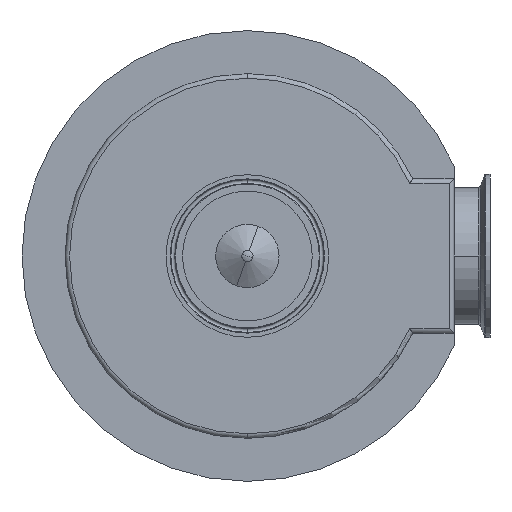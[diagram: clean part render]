
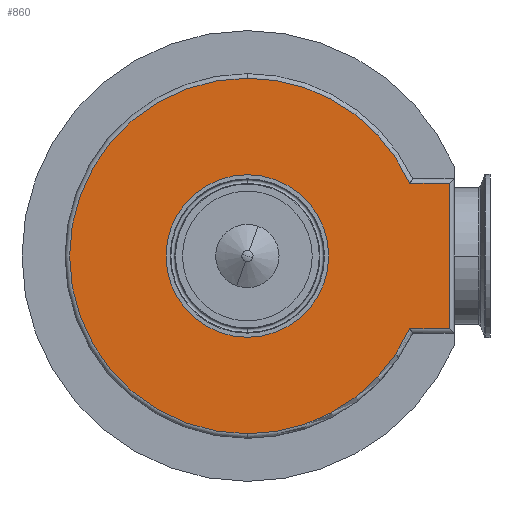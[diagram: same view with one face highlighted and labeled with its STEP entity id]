
A CAD part, front view. The second image highlights one B-rep face of the part: STEP entity #860.
In plain terms, the highlighted planar face has unit normal (0, -1, 0).
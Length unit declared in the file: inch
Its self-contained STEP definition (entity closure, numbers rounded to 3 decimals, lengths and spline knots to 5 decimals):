
#376 = ORIENTED_EDGE ( 'NONE', *, *, #1787, .T. ) ;
#686 = VERTEX_POINT ( 'NONE', #9623 ) ;
#860 = ADVANCED_FACE ( 'Defeatured_0_29', ( #7444, #1570 ), #5662, .F. ) ;
#1056 = DIRECTION ( 'NONE',  ( 0., 1., 0. ) ) ;
#1154 = CARTESIAN_POINT ( 'NONE',  ( 0., -1.71455, -3.9132 ) ) ;
#1562 = CARTESIAN_POINT ( 'NONE',  ( 3.6372, -1.71455, 1.59605 ) ) ;
#1570 = FACE_OUTER_BOUND ( 'NONE', #6186, .T. ) ;
#1590 = LINE ( 'NONE', #8940, #4377 ) ;
#1651 = CARTESIAN_POINT ( 'NONE',  ( 0., -1.71455, 0. ) ) ;
#1787 = EDGE_CURVE ( 'NONE', #1915, #2761, #1590, .T. ) ;
#1915 = VERTEX_POINT ( 'NONE', #10005 ) ;
#1980 = CARTESIAN_POINT ( 'NONE',  ( 0., -1.71455, 0. ) ) ;
#2068 = VERTEX_POINT ( 'NONE', #1154 ) ;
#2295 = CIRCLE ( 'NONE', #4704, 1.72589 ) ;
#2372 = LINE ( 'NONE', #1562, #3660 ) ;
#2392 = ORIENTED_EDGE ( 'NONE', *, *, #7200, .T. ) ;
#2432 = VERTEX_POINT ( 'NONE', #10304 ) ;
#2761 = VERTEX_POINT ( 'NONE', #6233 ) ;
#2790 = CIRCLE ( 'NONE', #8830, 3.9132 ) ;
#2836 = DIRECTION ( 'NONE',  ( 0., 1., 0. ) ) ;
#2919 = VERTEX_POINT ( 'NONE', #3524 ) ;
#3124 = AXIS2_PLACEMENT_3D ( 'NONE', #1980, #2836, #7077 ) ;
#3260 = DIRECTION ( 'NONE',  ( 0., 0., 1. ) ) ;
#3348 = DIRECTION ( 'NONE',  ( 0., 1., 0. ) ) ;
#3524 = CARTESIAN_POINT ( 'NONE',  ( 3.57292, -1.71455, 1.59605 ) ) ;
#3621 = ORIENTED_EDGE ( 'NONE', *, *, #5853, .T. ) ;
#3660 = VECTOR ( 'NONE', #7997, 39.37008 ) ;
#3946 = VERTEX_POINT ( 'NONE', #4976 ) ;
#3965 = ORIENTED_EDGE ( 'NONE', *, *, #6947, .T. ) ;
#4377 = VECTOR ( 'NONE', #4867, 39.37008 ) ;
#4470 = DIRECTION ( 'NONE',  ( 0., -1., 0. ) ) ;
#4704 = AXIS2_PLACEMENT_3D ( 'NONE', #9015, #1056, #5258 ) ;
#4867 = DIRECTION ( 'NONE',  ( 0., 0., 1. ) ) ;
#4950 = CARTESIAN_POINT ( 'NONE',  ( 3.6372, -1.71455, -1.59605 ) ) ;
#4976 = CARTESIAN_POINT ( 'NONE',  ( 0., -1.71455, 1.72589 ) ) ;
#5258 = DIRECTION ( 'NONE',  ( 0., 0., 1. ) ) ;
#5352 = CIRCLE ( 'NONE', #3124, 1.72589 ) ;
#5428 = CARTESIAN_POINT ( 'NONE',  ( 0., -1.71455, 0. ) ) ;
#5433 = DIRECTION ( 'NONE',  ( 0., 0., 1. ) ) ;
#5570 = AXIS2_PLACEMENT_3D ( 'NONE', #5428, #10298, #7819 ) ;
#5597 = AXIS2_PLACEMENT_3D ( 'NONE', #1651, #7300, #3260 ) ;
#5662 = PLANE ( 'NONE',  #7289 ) ;
#5691 = EDGE_CURVE ( 'NONE', #2761, #2919, #2372, .T. ) ;
#5770 = CARTESIAN_POINT ( 'NONE',  ( 0., -1.71455, 3.9132 ) ) ;
#5853 = EDGE_CURVE ( 'NONE', #3946, #686, #2295, .T. ) ;
#6186 = EDGE_LOOP ( 'NONE', ( #8505, #9469, #9722, #3965, #376, #8769 ) ) ;
#6233 = CARTESIAN_POINT ( 'NONE',  ( 4.45, -1.71455, 1.59605 ) ) ;
#6675 = LINE ( 'NONE', #4950, #6726 ) ;
#6726 = VECTOR ( 'NONE', #8255, 39.37008 ) ;
#6947 = EDGE_CURVE ( 'NONE', #2432, #1915, #6675, .T. ) ;
#7077 = DIRECTION ( 'NONE',  ( 0., 0., 1. ) ) ;
#7200 = EDGE_CURVE ( 'NONE', #686, #3946, #5352, .T. ) ;
#7289 = AXIS2_PLACEMENT_3D ( 'NONE', #9941, #3348, #8377 ) ;
#7300 = DIRECTION ( 'NONE',  ( 0., -1., 0. ) ) ;
#7444 = FACE_BOUND ( 'NONE', #7698, .T. ) ;
#7698 = EDGE_LOOP ( 'NONE', ( #3621, #2392 ) ) ;
#7819 = DIRECTION ( 'NONE',  ( 0., 0., 1. ) ) ;
#7997 = DIRECTION ( 'NONE',  ( -1., 0., 0. ) ) ;
#7998 = CIRCLE ( 'NONE', #5570, 3.9132 ) ;
#8056 = EDGE_CURVE ( 'NONE', #10448, #2068, #7998, .T. ) ;
#8255 = DIRECTION ( 'NONE',  ( 1., 0., 0. ) ) ;
#8377 = DIRECTION ( 'NONE',  ( 0., 0., 1. ) ) ;
#8505 = ORIENTED_EDGE ( 'NONE', *, *, #10168, .T. ) ;
#8769 = ORIENTED_EDGE ( 'NONE', *, *, #5691, .T. ) ;
#8830 = AXIS2_PLACEMENT_3D ( 'NONE', #9450, #4470, #5433 ) ;
#8940 = CARTESIAN_POINT ( 'NONE',  ( 4.45, -1.71455, -1.69605 ) ) ;
#9015 = CARTESIAN_POINT ( 'NONE',  ( 0., -1.71455, 0. ) ) ;
#9450 = CARTESIAN_POINT ( 'NONE',  ( 0., -1.71455, 0. ) ) ;
#9469 = ORIENTED_EDGE ( 'NONE', *, *, #8056, .T. ) ;
#9623 = CARTESIAN_POINT ( 'NONE',  ( 0., -1.71455, -1.72589 ) ) ;
#9722 = ORIENTED_EDGE ( 'NONE', *, *, #10627, .T. ) ;
#9941 = CARTESIAN_POINT ( 'NONE',  ( 3.6372, -1.71455, -1.69605 ) ) ;
#10005 = CARTESIAN_POINT ( 'NONE',  ( 4.45, -1.71455, -1.59605 ) ) ;
#10168 = EDGE_CURVE ( 'NONE', #2919, #10448, #10266, .T. ) ;
#10266 = CIRCLE ( 'NONE', #5597, 3.9132 ) ;
#10298 = DIRECTION ( 'NONE',  ( 0., -1., 0. ) ) ;
#10304 = CARTESIAN_POINT ( 'NONE',  ( 3.57292, -1.71455, -1.59605 ) ) ;
#10448 = VERTEX_POINT ( 'NONE', #5770 ) ;
#10627 = EDGE_CURVE ( 'NONE', #2068, #2432, #2790, .T. ) ;
